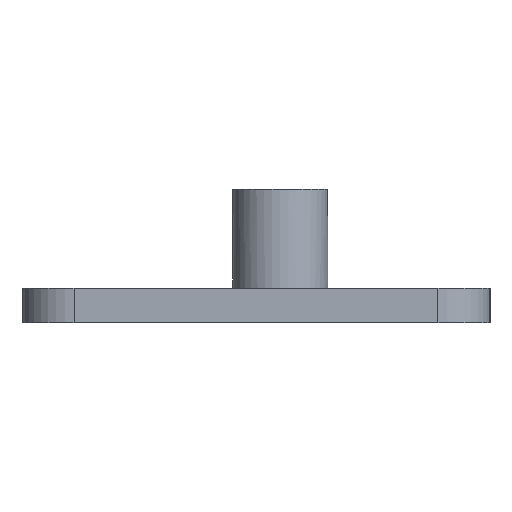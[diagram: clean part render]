
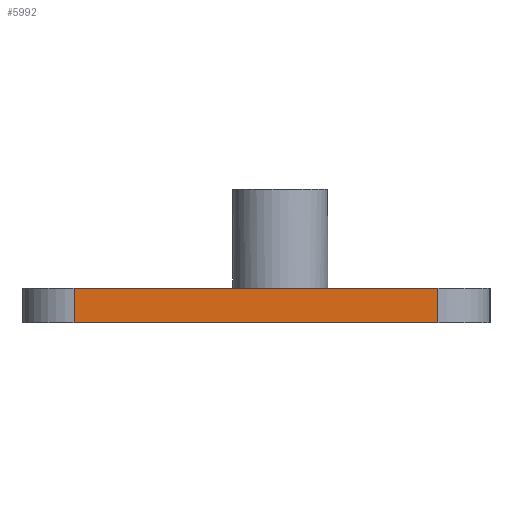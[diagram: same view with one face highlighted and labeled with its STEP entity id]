
A CAD part, left-side view. The second image highlights one B-rep face of the part: STEP entity #5992.
In plain terms, the highlighted planar face has unit normal (-1, 0, 0).
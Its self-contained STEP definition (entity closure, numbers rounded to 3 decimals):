
#97 = VERTEX_POINT('',#98);
#98 = CARTESIAN_POINT('',(-47.5,-11.5,-0.4));
#105 = EDGE_CURVE('',#97,#106,#108,.T.);
#106 = VERTEX_POINT('',#107);
#107 = CARTESIAN_POINT('',(-47.5,9.5,-0.4));
#108 = LINE('',#109,#110);
#109 = CARTESIAN_POINT('',(-47.5,-14.5,-0.4));
#110 = VECTOR('',#111,1.);
#111 = DIRECTION('',(0.,1.,0.));
#926 = EDGE_CURVE('',#106,#927,#929,.T.);
#927 = VERTEX_POINT('',#928);
#928 = CARTESIAN_POINT('',(-47.5,9.5,-2.4));
#929 = LINE('',#930,#931);
#930 = CARTESIAN_POINT('',(-47.5,9.5,-0.4));
#931 = VECTOR('',#932,1.);
#932 = DIRECTION('',(0.,0.,-1.));
#1003 = VERTEX_POINT('',#1004);
#1004 = CARTESIAN_POINT('',(-47.5,-11.5,-2.4));
#1011 = EDGE_CURVE('',#1003,#927,#1012,.T.);
#1012 = LINE('',#1013,#1014);
#1013 = CARTESIAN_POINT('',(-47.5,-14.5,-2.4));
#1014 = VECTOR('',#1015,1.);
#1015 = DIRECTION('',(0.,1.,0.));
#5992 = ADVANCED_FACE('',(#5993),#6004,.F.);
#5993 = FACE_BOUND('',#5994,.F.);
#5994 = EDGE_LOOP('',(#5995,#5996,#6002,#6003));
#5995 = ORIENTED_EDGE('',*,*,#105,.F.);
#5996 = ORIENTED_EDGE('',*,*,#5997,.T.);
#5997 = EDGE_CURVE('',#97,#1003,#5998,.T.);
#5998 = LINE('',#5999,#6000);
#5999 = CARTESIAN_POINT('',(-47.5,-11.5,-0.4));
#6000 = VECTOR('',#6001,1.);
#6001 = DIRECTION('',(0.,0.,-1.));
#6002 = ORIENTED_EDGE('',*,*,#1011,.T.);
#6003 = ORIENTED_EDGE('',*,*,#926,.F.);
#6004 = PLANE('',#6005);
#6005 = AXIS2_PLACEMENT_3D('',#6006,#6007,#6008);
#6006 = CARTESIAN_POINT('',(-47.5,-14.5,-0.4));
#6007 = DIRECTION('',(1.,0.,0.));
#6008 = DIRECTION('',(0.,1.,0.));
